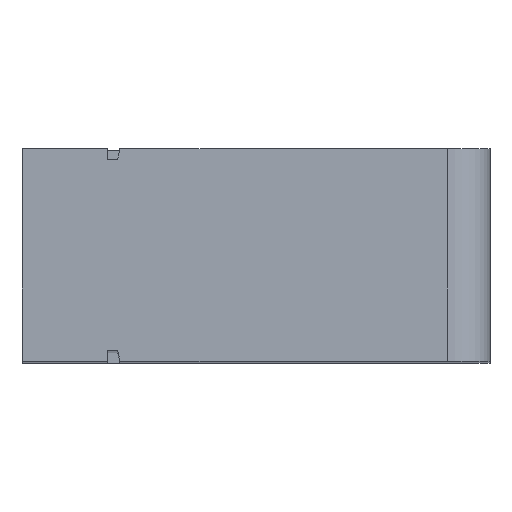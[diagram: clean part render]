
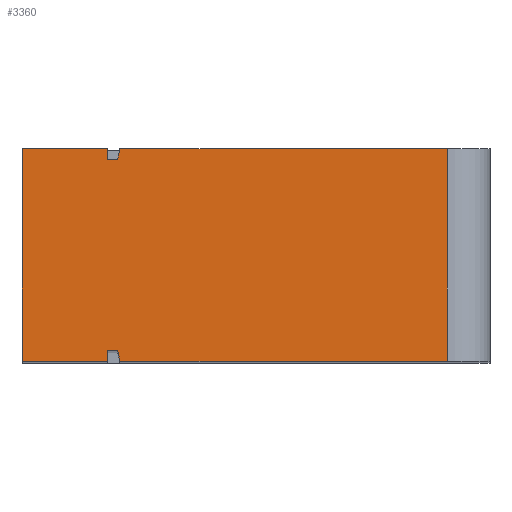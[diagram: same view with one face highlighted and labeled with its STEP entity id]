
A CAD part, top view. The second image highlights one B-rep face of the part: STEP entity #3360.
In plain terms, the highlighted planar face has unit normal (0, 0, 1).
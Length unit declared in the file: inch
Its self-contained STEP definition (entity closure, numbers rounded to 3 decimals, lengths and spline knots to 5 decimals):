
#23 = EDGE_CURVE ( 'NONE', #2672, #984, #802, .T. ) ;
#47 = ORIENTED_EDGE ( 'NONE', *, *, #5339, .F. ) ;
#64 = CARTESIAN_POINT ( 'NONE',  ( 0., 0.3937, 4.72441 ) ) ;
#152 = CARTESIAN_POINT ( 'NONE',  ( 0., -0.3937, 4.72441 ) ) ;
#161 = CARTESIAN_POINT ( 'NONE',  ( 1.73228, 0.3937, 4.72441 ) ) ;
#165 = CARTESIAN_POINT ( 'NONE',  ( 0.3622, -0.3937, 4.72441 ) ) ;
#201 = DIRECTION ( 'NONE',  ( -1., 0., 0. ) ) ;
#256 = VECTOR ( 'NONE', #1634, 39.37008 ) ;
#286 = EDGE_LOOP ( 'NONE', ( #1666, #3239, #4942, #1442, #47, #520, #3388, #1862, #1939, #3904, #2418, #3892 ) ) ;
#390 = CARTESIAN_POINT ( 'NONE',  ( 0.35433, -0.35433, 4.72441 ) ) ;
#398 = VECTOR ( 'NONE', #2949, 39.37008 ) ;
#519 = DIRECTION ( 'NONE',  ( 1., 0., 0. ) ) ;
#520 = ORIENTED_EDGE ( 'NONE', *, *, #2221, .F. ) ;
#583 = EDGE_CURVE ( 'NONE', #2200, #1694, #2075, .T. ) ;
#607 = VECTOR ( 'NONE', #5372, 39.37008 ) ;
#610 = VERTEX_POINT ( 'NONE', #2451 ) ;
#663 = CARTESIAN_POINT ( 'NONE',  ( 0.3622, 0.3937, 4.72441 ) ) ;
#702 = LINE ( 'NONE', #759, #5035 ) ;
#759 = CARTESIAN_POINT ( 'NONE',  ( 0.35433, 0.35433, 4.72441 ) ) ;
#780 = EDGE_CURVE ( 'NONE', #3029, #984, #3496, .T. ) ;
#802 = LINE ( 'NONE', #2875, #607 ) ;
#825 = VECTOR ( 'NONE', #1946, 39.37008 ) ;
#842 = AXIS2_PLACEMENT_3D ( 'NONE', #1607, #1567, #2428 ) ;
#913 = DIRECTION ( 'NONE',  ( -1., 0., 0. ) ) ;
#940 = VECTOR ( 'NONE', #3683, 39.37008 ) ;
#984 = VERTEX_POINT ( 'NONE', #1722 ) ;
#1047 = EDGE_CURVE ( 'NONE', #4979, #2200, #3629, .T. ) ;
#1442 = ORIENTED_EDGE ( 'NONE', *, *, #2660, .F. ) ;
#1459 = LINE ( 'NONE', #152, #2574 ) ;
#1567 = DIRECTION ( 'NONE',  ( 0., 0., -1. ) ) ;
#1598 = VECTOR ( 'NONE', #3233, 39.37008 ) ;
#1607 = CARTESIAN_POINT ( 'NONE',  ( 1.73228, -0.3937, 4.72441 ) ) ;
#1610 = CARTESIAN_POINT ( 'NONE',  ( 0.3622, -0.3937, 4.72441 ) ) ;
#1634 = DIRECTION ( 'NONE',  ( 0., -1., 0. ) ) ;
#1666 = ORIENTED_EDGE ( 'NONE', *, *, #23, .T. ) ;
#1694 = VERTEX_POINT ( 'NONE', #390 ) ;
#1722 = CARTESIAN_POINT ( 'NONE',  ( 0.31496, 0.3937, 4.72441 ) ) ;
#1729 = EDGE_CURVE ( 'NONE', #4669, #4979, #4852, .T. ) ;
#1749 = LINE ( 'NONE', #4799, #2977 ) ;
#1759 = CARTESIAN_POINT ( 'NONE',  ( 0.31496, -0.3937, 4.72441 ) ) ;
#1763 = CARTESIAN_POINT ( 'NONE',  ( 0.31496, -0.35433, 4.72441 ) ) ;
#1862 = ORIENTED_EDGE ( 'NONE', *, *, #1047, .F. ) ;
#1864 = VECTOR ( 'NONE', #519, 39.37008 ) ;
#1894 = DIRECTION ( 'NONE',  ( 0., -1., 0. ) ) ;
#1939 = ORIENTED_EDGE ( 'NONE', *, *, #1729, .F. ) ;
#1946 = DIRECTION ( 'NONE',  ( 0., -1., 0. ) ) ;
#1965 = LINE ( 'NONE', #2300, #825 ) ;
#2075 = LINE ( 'NONE', #1610, #940 ) ;
#2082 = CARTESIAN_POINT ( 'NONE',  ( 1.5748, -0.3937, 4.72441 ) ) ;
#2200 = VERTEX_POINT ( 'NONE', #165 ) ;
#2221 = EDGE_CURVE ( 'NONE', #1694, #2560, #1749, .T. ) ;
#2300 = CARTESIAN_POINT ( 'NONE',  ( 0.31496, -0.3937, 4.72441 ) ) ;
#2382 = VECTOR ( 'NONE', #3116, 39.37008 ) ;
#2418 = ORIENTED_EDGE ( 'NONE', *, *, #4352, .T. ) ;
#2428 = DIRECTION ( 'NONE',  ( -1., 0., 0. ) ) ;
#2451 = CARTESIAN_POINT ( 'NONE',  ( 0., -0.3937, 4.72441 ) ) ;
#2560 = VERTEX_POINT ( 'NONE', #1763 ) ;
#2574 = VECTOR ( 'NONE', #1894, 39.37008 ) ;
#2582 = CARTESIAN_POINT ( 'NONE',  ( 1.73228, 0.3937, 4.72441 ) ) ;
#2599 = EDGE_CURVE ( 'NONE', #3545, #2672, #3098, .T. ) ;
#2624 = CARTESIAN_POINT ( 'NONE',  ( 0.35433, 0.35433, 4.72441 ) ) ;
#2634 = VERTEX_POINT ( 'NONE', #663 ) ;
#2660 = EDGE_CURVE ( 'NONE', #2955, #610, #3960, .T. ) ;
#2672 = VERTEX_POINT ( 'NONE', #2836 ) ;
#2688 = CARTESIAN_POINT ( 'NONE',  ( 1.5748, -0.3937, 4.72441 ) ) ;
#2689 = CARTESIAN_POINT ( 'NONE',  ( 0., -0.3937, 4.72441 ) ) ;
#2703 = VECTOR ( 'NONE', #913, 39.37008 ) ;
#2807 = PLANE ( 'NONE',  #842 ) ;
#2836 = CARTESIAN_POINT ( 'NONE',  ( 0.31496, 0.35433, 4.72441 ) ) ;
#2875 = CARTESIAN_POINT ( 'NONE',  ( 0.31496, 0.3937, 4.72441 ) ) ;
#2949 = DIRECTION ( 'NONE',  ( -1., 0., 0. ) ) ;
#2955 = VERTEX_POINT ( 'NONE', #1759 ) ;
#2977 = VECTOR ( 'NONE', #201, 39.37008 ) ;
#3021 = EDGE_CURVE ( 'NONE', #2634, #4669, #5053, .T. ) ;
#3029 = VERTEX_POINT ( 'NONE', #64 ) ;
#3098 = LINE ( 'NONE', #3362, #2703 ) ;
#3116 = DIRECTION ( 'NONE',  ( -1., 0., 0. ) ) ;
#3117 = EDGE_CURVE ( 'NONE', #3029, #610, #1459, .T. ) ;
#3233 = DIRECTION ( 'NONE',  ( 1., 0., 0. ) ) ;
#3239 = ORIENTED_EDGE ( 'NONE', *, *, #780, .F. ) ;
#3360 = ADVANCED_FACE ( 'NONE', ( #4333 ), #2807, .F. ) ;
#3361 = CARTESIAN_POINT ( 'NONE',  ( 0., -0.3937, 4.72441 ) ) ;
#3362 = CARTESIAN_POINT ( 'NONE',  ( 0.31496, 0.35433, 4.72441 ) ) ;
#3388 = ORIENTED_EDGE ( 'NONE', *, *, #583, .F. ) ;
#3496 = LINE ( 'NONE', #161, #1598 ) ;
#3545 = VERTEX_POINT ( 'NONE', #2624 ) ;
#3629 = LINE ( 'NONE', #3361, #398 ) ;
#3683 = DIRECTION ( 'NONE',  ( -0.196, 0.981, 0. ) ) ;
#3892 = ORIENTED_EDGE ( 'NONE', *, *, #2599, .T. ) ;
#3904 = ORIENTED_EDGE ( 'NONE', *, *, #3021, .F. ) ;
#3960 = LINE ( 'NONE', #2689, #2382 ) ;
#4163 = DIRECTION ( 'NONE',  ( -0.196, -0.981, 0. ) ) ;
#4333 = FACE_OUTER_BOUND ( 'NONE', #286, .T. ) ;
#4352 = EDGE_CURVE ( 'NONE', #2634, #3545, #702, .T. ) ;
#4669 = VERTEX_POINT ( 'NONE', #5227 ) ;
#4799 = CARTESIAN_POINT ( 'NONE',  ( 0.31496, -0.35433, 4.72441 ) ) ;
#4852 = LINE ( 'NONE', #2688, #256 ) ;
#4942 = ORIENTED_EDGE ( 'NONE', *, *, #3117, .T. ) ;
#4979 = VERTEX_POINT ( 'NONE', #2082 ) ;
#5035 = VECTOR ( 'NONE', #4163, 39.37008 ) ;
#5053 = LINE ( 'NONE', #2582, #1864 ) ;
#5227 = CARTESIAN_POINT ( 'NONE',  ( 1.5748, 0.3937, 4.72441 ) ) ;
#5339 = EDGE_CURVE ( 'NONE', #2560, #2955, #1965, .T. ) ;
#5372 = DIRECTION ( 'NONE',  ( 0., 1., 0. ) ) ;
